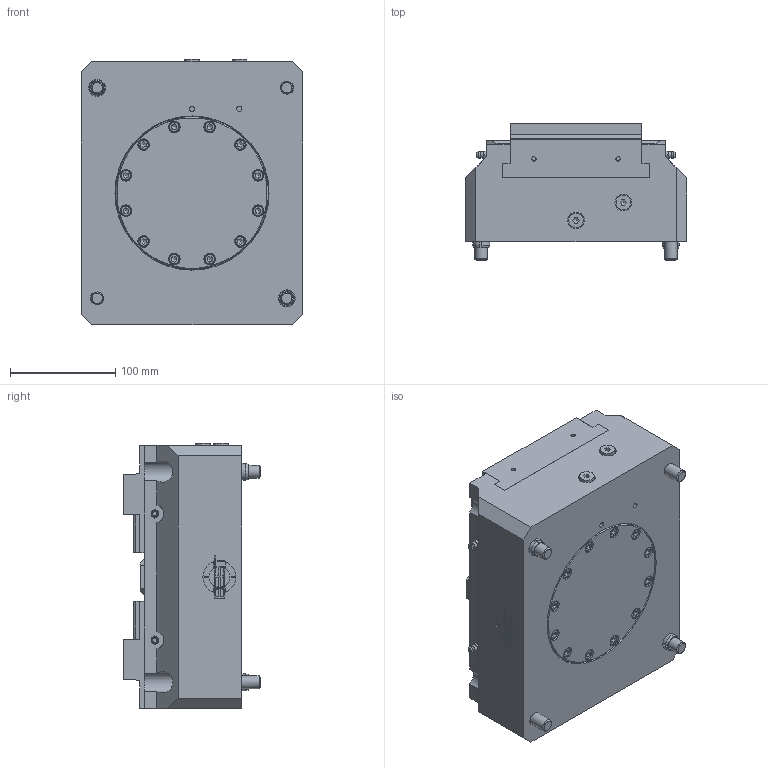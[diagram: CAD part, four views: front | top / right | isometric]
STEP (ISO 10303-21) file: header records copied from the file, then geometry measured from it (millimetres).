
FILE_DESCRIPTION(/* description */ ('Hydr.Zentrierspanner BSH-250'),/* implementation_level */ '2;1');
FILE_NAME(/* name */ '101-0250-001 Kunde (verstellbar).stp',/* time_stamp */ '2023-01-20T09:07:12+01:00',/* author */ ('Chiacchiera'),/* organization */ (''),/* preprocessor_version */ 'ST-DEVELOPER v19.2',/* originating_system */ 'Autodesk Inventor 2023',/* authorisation */ '');
FILE_SCHEMA (('AUTOMOTIVE_DESIGN { 1 0 10303 214 3 1 1 }'));
Length unit declared in the file: millimetre
Products named in the file (3): 101-0250-001 Kunde (verstellbar); 101-0250-001 Basis (verstellbar); 101-0250-001 Backe (verstellbar)
Assembly tree (3 placements, depth 2):
  101-0250-001 Kunde (verstellbar)
    101-0250-001 Basis (verstellbar)
    101-0250-001 Backe (verstellbar)  x2
Bounding box: 210 x 129.5 x 252.05 mm (x, y, z)
Volume: 4827162.6 mm3; surface area: 351397.2 mm2
Topology: 3 solids, 6 shells, 801 faces, 2039 edges, 1308 vertices
Faces by surface type: plane 509, cylinder 155, cone 102, torus 31, sphere 4
Full cylindrical faces by diameter (mm): 2.459 x4, 4.134 x5, 4.917 x2, 5 x2, 5.5 x2, 8.566 x2, 10 x16, 11 x14, 12 x4, 14 x2, 16 x2, 18 x4, 20 x4, 145 x1
Entity records: 23031 total; most frequent: CARTESIAN_POINT 4495, ORIENTED_EDGE 3752, DIRECTION 3596, EDGE_CURVE 1876, AXIS2_PLACEMENT_3D 1250, VERTEX_POINT 1222, LINE 1096, VECTOR 1096
